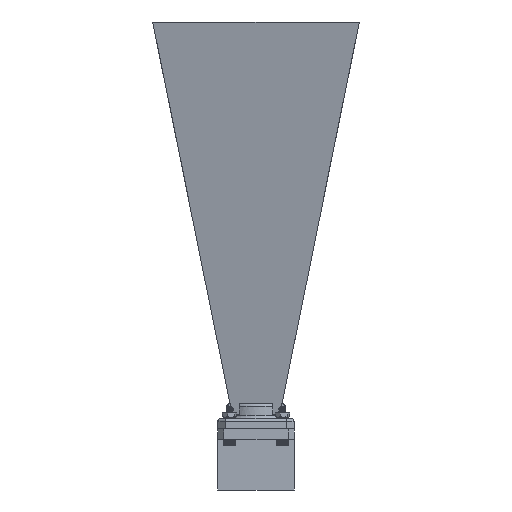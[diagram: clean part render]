
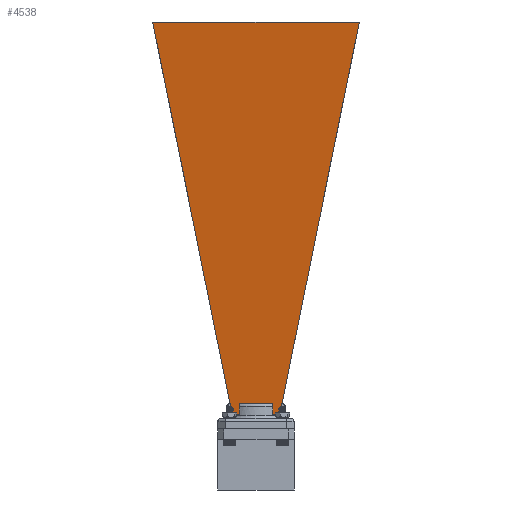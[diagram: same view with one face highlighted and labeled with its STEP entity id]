
A CAD part, front view. The second image highlights one B-rep face of the part: STEP entity #4538.
In plain terms, the highlighted face is planar.
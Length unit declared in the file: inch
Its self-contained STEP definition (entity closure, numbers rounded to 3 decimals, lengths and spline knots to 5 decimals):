
#753 = LINE ( 'NONE', #9174, #15849 ) ;
#1100 = CARTESIAN_POINT ( 'NONE',  ( 0.332, 0.5, 0.28789 ) ) ;
#1231 = AXIS2_PLACEMENT_3D ( 'NONE', #11619, #5197, #3990 ) ;
#1326 = VECTOR ( 'NONE', #11472, 39.37008 ) ;
#1333 = CARTESIAN_POINT ( 'NONE',  ( 0.332, 0.2835, 0.25135 ) ) ;
#1575 = DIRECTION ( 'NONE',  ( 1., 0., 0. ) ) ;
#1643 = VERTEX_POINT ( 'NONE', #10452 ) ;
#1688 = DIRECTION ( 'NONE',  ( 1., 0., 0. ) ) ;
#1793 = ORIENTED_EDGE ( 'NONE', *, *, #10114, .T. ) ;
#1883 = EDGE_LOOP ( 'NONE', ( #14075, #1793, #4402, #15992, #5289, #3572, #5546, #15665 ) ) ;
#2000 = CARTESIAN_POINT ( 'NONE',  ( -2.02978, 7.98907, 1.552 ) ) ;
#2600 = CARTESIAN_POINT ( 'NONE',  ( -0.332, 0.2835, 0.25135 ) ) ;
#2617 = VERTEX_POINT ( 'NONE', #8596 ) ;
#2704 = VECTOR ( 'NONE', #1575, 39.37008 ) ;
#2719 = VECTOR ( 'NONE', #6408, 39.37008 ) ;
#3572 = ORIENTED_EDGE ( 'NONE', *, *, #12903, .T. ) ;
#3952 = VERTEX_POINT ( 'NONE', #5584 ) ;
#3990 = DIRECTION ( 'NONE',  ( 0., 0.986, 0.166 ) ) ;
#4174 = EDGE_CURVE ( 'NONE', #1643, #13642, #5248, .T. ) ;
#4246 = CARTESIAN_POINT ( 'NONE',  ( -0.8015, 1.93282, 0.52974 ) ) ;
#4402 = ORIENTED_EDGE ( 'NONE', *, *, #6663, .T. ) ;
#4538 = ADVANCED_FACE ( 'NONE', ( #7636 ), #7876, .F. ) ;
#4854 = EDGE_CURVE ( 'NONE', #2617, #13604, #7616, .T. ) ;
#5197 = DIRECTION ( 'NONE',  ( 0., 0.166, -0.986 ) ) ;
#5248 = LINE ( 'NONE', #15158, #6136 ) ;
#5289 = ORIENTED_EDGE ( 'NONE', *, *, #10818, .T. ) ;
#5546 = ORIENTED_EDGE ( 'NONE', *, *, #6752, .F. ) ;
#5584 = CARTESIAN_POINT ( 'NONE',  ( 0.332, 0.2835, 0.25135 ) ) ;
#5669 = VERTEX_POINT ( 'NONE', #16062 ) ;
#5817 = CARTESIAN_POINT ( 'NONE',  ( -0.467, 0.2835, 0.25135 ) ) ;
#5912 = DIRECTION ( 'NONE',  ( -0.196, -0.967, -0.163 ) ) ;
#6136 = VECTOR ( 'NONE', #1688, 39.37008 ) ;
#6408 = DIRECTION ( 'NONE',  ( -1., 0., 0. ) ) ;
#6486 = VECTOR ( 'NONE', #12056, 39.37008 ) ;
#6663 = EDGE_CURVE ( 'NONE', #6695, #1643, #14963, .T. ) ;
#6695 = VERTEX_POINT ( 'NONE', #13856 ) ;
#6752 = EDGE_CURVE ( 'NONE', #2617, #5669, #753, .T. ) ;
#7616 = LINE ( 'NONE', #12584, #2719 ) ;
#7636 = FACE_OUTER_BOUND ( 'NONE', #1883, .T. ) ;
#7876 = PLANE ( 'NONE',  #1231 ) ;
#8209 = DIRECTION ( 'NONE',  ( 0.196, -0.967, -0.163 ) ) ;
#8400 = LINE ( 'NONE', #10690, #6486 ) ;
#8596 = CARTESIAN_POINT ( 'NONE',  ( 2.02978, 7.98907, 1.552 ) ) ;
#9174 = CARTESIAN_POINT ( 'NONE',  ( 0.8015, 1.93282, 0.52974 ) ) ;
#10078 = CARTESIAN_POINT ( 'NONE',  ( -0.332, 0.43804, 0.27743 ) ) ;
#10114 = EDGE_CURVE ( 'NONE', #10844, #6695, #11366, .T. ) ;
#10452 = CARTESIAN_POINT ( 'NONE',  ( -0.332, 0.5, 0.28789 ) ) ;
#10568 = LINE ( 'NONE', #4246, #14718 ) ;
#10690 = CARTESIAN_POINT ( 'NONE',  ( 0.332, 0.43804, 0.27743 ) ) ;
#10818 = EDGE_CURVE ( 'NONE', #13642, #3952, #8400, .T. ) ;
#10844 = VERTEX_POINT ( 'NONE', #5817 ) ;
#11022 = EDGE_CURVE ( 'NONE', #13604, #10844, #10568, .T. ) ;
#11366 = LINE ( 'NONE', #2600, #12441 ) ;
#11472 = DIRECTION ( 'NONE',  ( 0., 0.986, 0.166 ) ) ;
#11619 = CARTESIAN_POINT ( 'NONE',  ( 9.16548, 0.2835, 0.25135 ) ) ;
#12056 = DIRECTION ( 'NONE',  ( 0., -0.986, -0.166 ) ) ;
#12441 = VECTOR ( 'NONE', #13654, 39.37008 ) ;
#12584 = CARTESIAN_POINT ( 'NONE',  ( 9.16548, 7.98907, 1.552 ) ) ;
#12624 = LINE ( 'NONE', #1333, #2704 ) ;
#12903 = EDGE_CURVE ( 'NONE', #3952, #5669, #12624, .T. ) ;
#13604 = VERTEX_POINT ( 'NONE', #2000 ) ;
#13642 = VERTEX_POINT ( 'NONE', #1100 ) ;
#13654 = DIRECTION ( 'NONE',  ( 1., 0., 0. ) ) ;
#13856 = CARTESIAN_POINT ( 'NONE',  ( -0.332, 0.2835, 0.25135 ) ) ;
#14075 = ORIENTED_EDGE ( 'NONE', *, *, #11022, .T. ) ;
#14718 = VECTOR ( 'NONE', #8209, 39.37008 ) ;
#14963 = LINE ( 'NONE', #10078, #1326 ) ;
#15158 = CARTESIAN_POINT ( 'NONE',  ( -1.11035, 0.5, 0.28789 ) ) ;
#15665 = ORIENTED_EDGE ( 'NONE', *, *, #4854, .T. ) ;
#15849 = VECTOR ( 'NONE', #5912, 39.37008 ) ;
#15992 = ORIENTED_EDGE ( 'NONE', *, *, #4174, .T. ) ;
#16062 = CARTESIAN_POINT ( 'NONE',  ( 0.467, 0.2835, 0.25135 ) ) ;
